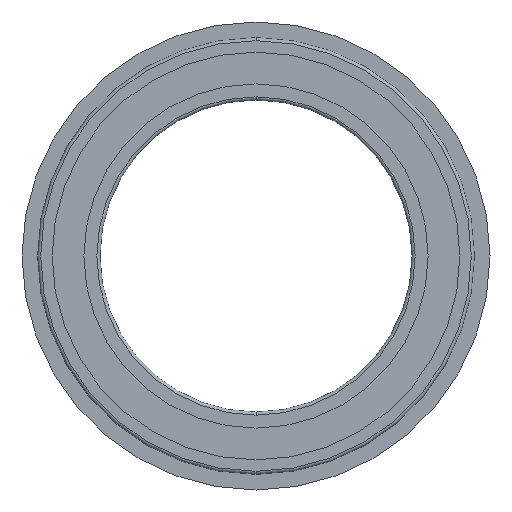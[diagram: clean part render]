
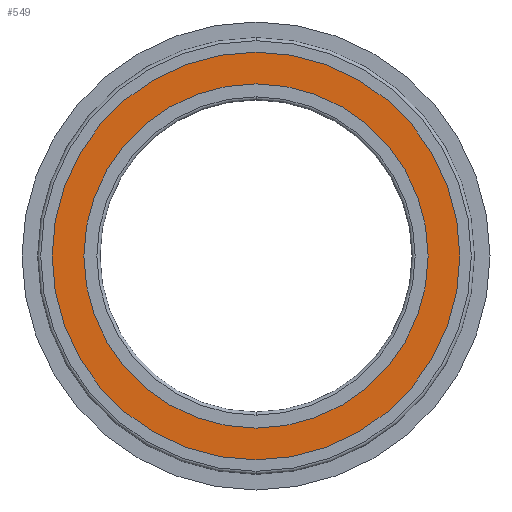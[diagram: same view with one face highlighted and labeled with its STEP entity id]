
A CAD part, front view. The second image highlights one B-rep face of the part: STEP entity #549.
In plain terms, the highlighted planar face has unit normal (0, -1, 0).
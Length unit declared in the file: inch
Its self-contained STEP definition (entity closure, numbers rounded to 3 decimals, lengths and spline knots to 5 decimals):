
#2 = VERTEX_POINT ( 'NONE', #391 ) ;
#9 = VERTEX_POINT ( 'NONE', #508 ) ;
#14 = CARTESIAN_POINT ( 'NONE',  ( 0., -0.1278, 0.77165 ) ) ;
#22 = CARTESIAN_POINT ( 'NONE',  ( 0., -0.1278, 0. ) ) ;
#31 = EDGE_CURVE ( 'NONE', #714, #2, #252, .T. ) ;
#49 = CIRCLE ( 'NONE', #112, 0.77165 ) ;
#62 = CIRCLE ( 'NONE', #160, 0.65157 ) ;
#85 = DIRECTION ( 'NONE',  ( 0., 1., 0. ) ) ;
#87 = EDGE_CURVE ( 'NONE', #2, #714, #62, .T. ) ;
#112 = AXIS2_PLACEMENT_3D ( 'NONE', #486, #657, #735 ) ;
#160 = AXIS2_PLACEMENT_3D ( 'NONE', #625, #85, #754 ) ;
#175 = ORIENTED_EDGE ( 'NONE', *, *, #264, .F. ) ;
#181 = DIRECTION ( 'NONE',  ( 0., -1., 0. ) ) ;
#203 = DIRECTION ( 'NONE',  ( 0., 0., 1. ) ) ;
#228 = PLANE ( 'NONE',  #559 ) ;
#252 = CIRCLE ( 'NONE', #303, 0.65157 ) ;
#259 = DIRECTION ( 'NONE',  ( 0., 1., 0. ) ) ;
#263 = DIRECTION ( 'NONE',  ( 0., 0., 1. ) ) ;
#264 = EDGE_CURVE ( 'NONE', #696, #9, #49, .T. ) ;
#286 = FACE_OUTER_BOUND ( 'NONE', #356, .T. ) ;
#291 = AXIS2_PLACEMENT_3D ( 'NONE', #22, #259, #263 ) ;
#303 = AXIS2_PLACEMENT_3D ( 'NONE', #341, #395, #203 ) ;
#309 = ORIENTED_EDGE ( 'NONE', *, *, #31, .T. ) ;
#327 = ORIENTED_EDGE ( 'NONE', *, *, #87, .T. ) ;
#341 = CARTESIAN_POINT ( 'NONE',  ( 0., -0.1278, 0. ) ) ;
#356 = EDGE_LOOP ( 'NONE', ( #175, #720 ) ) ;
#391 = CARTESIAN_POINT ( 'NONE',  ( 0., -0.1278, -0.65157 ) ) ;
#395 = DIRECTION ( 'NONE',  ( 0., 1., 0. ) ) ;
#419 = FACE_BOUND ( 'NONE', #706, .T. ) ;
#465 = CARTESIAN_POINT ( 'NONE',  ( -0.65157, -0.1278, 0. ) ) ;
#486 = CARTESIAN_POINT ( 'NONE',  ( 0., -0.1278, 0. ) ) ;
#508 = CARTESIAN_POINT ( 'NONE',  ( 0., -0.1278, -0.77165 ) ) ;
#549 = ADVANCED_FACE ( 'NONE', ( #419, #286 ), #228, .T. ) ;
#559 = AXIS2_PLACEMENT_3D ( 'NONE', #465, #181, #645 ) ;
#568 = CIRCLE ( 'NONE', #291, 0.77165 ) ;
#625 = CARTESIAN_POINT ( 'NONE',  ( 0., -0.1278, 0. ) ) ;
#645 = DIRECTION ( 'NONE',  ( 0., 0., -1. ) ) ;
#657 = DIRECTION ( 'NONE',  ( 0., 1., 0. ) ) ;
#691 = EDGE_CURVE ( 'NONE', #9, #696, #568, .T. ) ;
#696 = VERTEX_POINT ( 'NONE', #14 ) ;
#706 = EDGE_LOOP ( 'NONE', ( #309, #327 ) ) ;
#714 = VERTEX_POINT ( 'NONE', #741 ) ;
#720 = ORIENTED_EDGE ( 'NONE', *, *, #691, .F. ) ;
#735 = DIRECTION ( 'NONE',  ( 0., 0., 1. ) ) ;
#741 = CARTESIAN_POINT ( 'NONE',  ( 0., -0.1278, 0.65157 ) ) ;
#754 = DIRECTION ( 'NONE',  ( 0., 0., 1. ) ) ;
